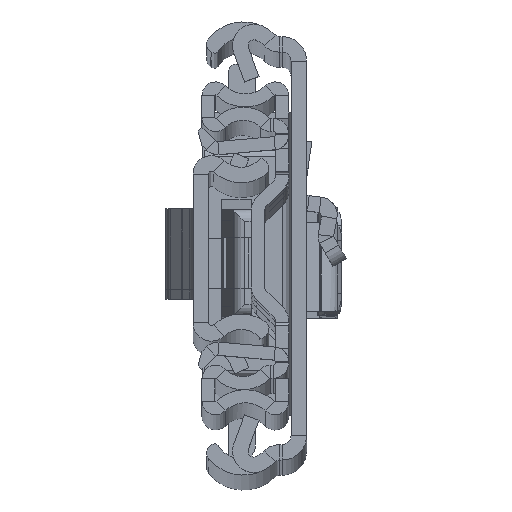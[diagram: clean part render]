
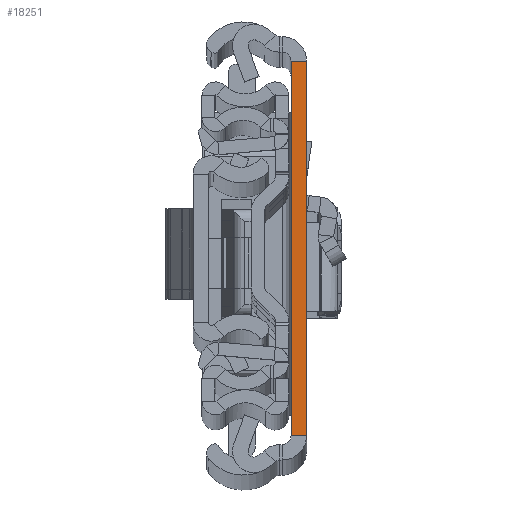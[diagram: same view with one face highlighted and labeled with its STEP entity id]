
A CAD part, top view. The second image highlights one B-rep face of the part: STEP entity #18251.
In plain terms, the highlighted planar face has unit normal (0, 0, 1).
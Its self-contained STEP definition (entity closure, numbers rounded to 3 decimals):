
#41 = EDGE_CURVE ( 'NONE', #15410, #14814, #5642, .T. ) ;
#1369 = CARTESIAN_POINT ( 'NONE',  ( 2.6, -31.5, 0. ) ) ;
#1567 = CARTESIAN_POINT ( 'NONE',  ( 0., -31.5, 0. ) ) ;
#1856 = ORIENTED_EDGE ( 'NONE', *, *, #12439, .F. ) ;
#5416 = CARTESIAN_POINT ( 'NONE',  ( 2.6, 31.5, 0. ) ) ;
#5437 = CARTESIAN_POINT ( 'NONE',  ( 0., 31.5, 0. ) ) ;
#5642 = LINE ( 'NONE', #11719, #15347 ) ;
#6593 = ORIENTED_EDGE ( 'NONE', *, *, #19521, .F. ) ;
#7460 = DIRECTION ( 'NONE',  ( 0., 0., -1. ) ) ;
#7710 = AXIS2_PLACEMENT_3D ( 'NONE', #1369, #7460, #7932 ) ;
#7917 = LINE ( 'NONE', #17087, #13139 ) ;
#7932 = DIRECTION ( 'NONE',  ( 0., 1., 0. ) ) ;
#8182 = LINE ( 'NONE', #12770, #10911 ) ;
#8374 = DIRECTION ( 'NONE',  ( 1., 0., 0. ) ) ;
#8940 = FACE_OUTER_BOUND ( 'NONE', #15575, .T. ) ;
#10537 = ORIENTED_EDGE ( 'NONE', *, *, #11387, .T. ) ;
#10911 = VECTOR ( 'NONE', #8374, 1000. ) ;
#11387 = EDGE_CURVE ( 'NONE', #15468, #15410, #8182, .T. ) ;
#11719 = CARTESIAN_POINT ( 'NONE',  ( 2.6, -31.5, 0. ) ) ;
#12439 = EDGE_CURVE ( 'NONE', #15468, #19084, #7917, .T. ) ;
#12770 = CARTESIAN_POINT ( 'NONE',  ( 2.6, -31.5, 0. ) ) ;
#12801 = DIRECTION ( 'NONE',  ( 1., 0., 0. ) ) ;
#13139 = VECTOR ( 'NONE', #17292, 1000. ) ;
#13453 = VECTOR ( 'NONE', #12801, 1000. ) ;
#14129 = CARTESIAN_POINT ( 'NONE',  ( 2.6, 31.5, 0. ) ) ;
#14814 = VERTEX_POINT ( 'NONE', #14129 ) ;
#15000 = DIRECTION ( 'NONE',  ( 0., 1., 0. ) ) ;
#15030 = PLANE ( 'NONE',  #7710 ) ;
#15347 = VECTOR ( 'NONE', #15000, 1000. ) ;
#15410 = VERTEX_POINT ( 'NONE', #19232 ) ;
#15468 = VERTEX_POINT ( 'NONE', #1567 ) ;
#15575 = EDGE_LOOP ( 'NONE', ( #6593, #1856, #10537, #18287 ) ) ;
#17087 = CARTESIAN_POINT ( 'NONE',  ( 0., -31.5, 0. ) ) ;
#17292 = DIRECTION ( 'NONE',  ( 0., 1., 0. ) ) ;
#17669 = LINE ( 'NONE', #5416, #13453 ) ;
#18251 = ADVANCED_FACE ( 'NONE', ( #8940 ), #15030, .F. ) ;
#18287 = ORIENTED_EDGE ( 'NONE', *, *, #41, .T. ) ;
#19084 = VERTEX_POINT ( 'NONE', #5437 ) ;
#19232 = CARTESIAN_POINT ( 'NONE',  ( 2.6, -31.5, 0. ) ) ;
#19521 = EDGE_CURVE ( 'NONE', #19084, #14814, #17669, .T. ) ;
